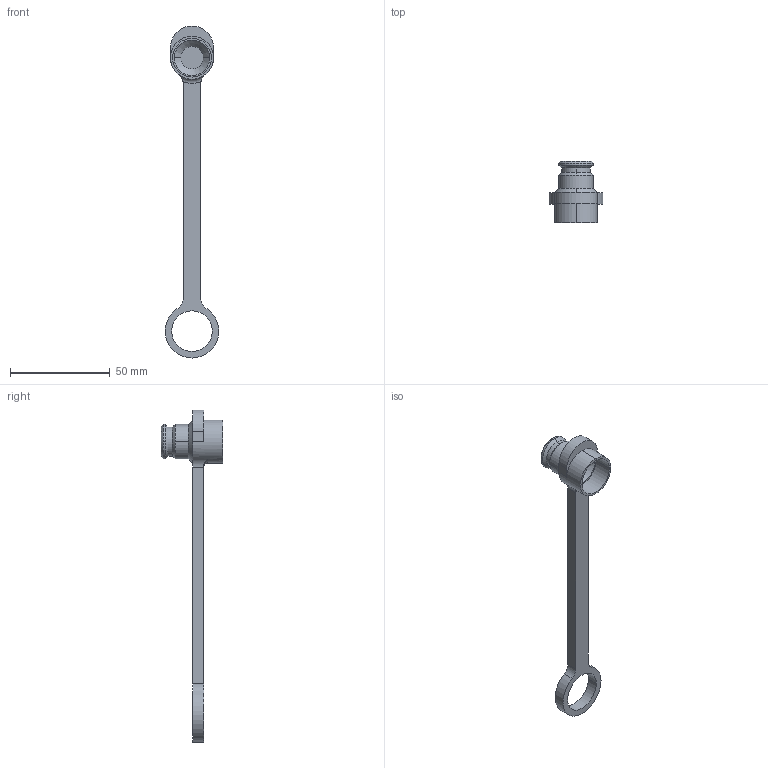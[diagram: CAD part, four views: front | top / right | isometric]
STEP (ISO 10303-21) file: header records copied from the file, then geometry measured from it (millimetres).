
FILE_DESCRIPTION((''),'2;1');
FILE_NAME('ILC30719706','2005-08-25T',('KR'),(''),'PRO/ENGINEER BY PARAMETRIC TECHNOLOGY CORPORATION, 2004290','PRO/ENGINEER BY PARAMETRIC TECHNOLOGY CORPORATION, 2004290','');
FILE_SCHEMA(('AUTOMOTIVE_DESIGN_CC2 { 1 2 10303 214 -1 1 5 2 }'));
Length unit declared in the file: inch
Products named in the file (1): ILC30719706
Bounding box: 26.92 x 30.99 x 166.18 mm (x, y, z)
Volume: 12156.7 mm3; surface area: 8412.8 mm2
Topology: 1 solids, 1 shells, 43 faces, 105 edges, 66 vertices
Faces by surface type: cylinder 20, plane 12, cone 10, torus 1
Entity records: 1744 total; most frequent: DIRECTION 248, CARTESIAN_POINT 230, ORIENTED_EDGE 210, COLOUR_RGB 106, PRESENTATION_STYLE_ASSIGNMENT 106, STYLED_ITEM 106, CURVE_STYLE 105, EDGE_CURVE 105
